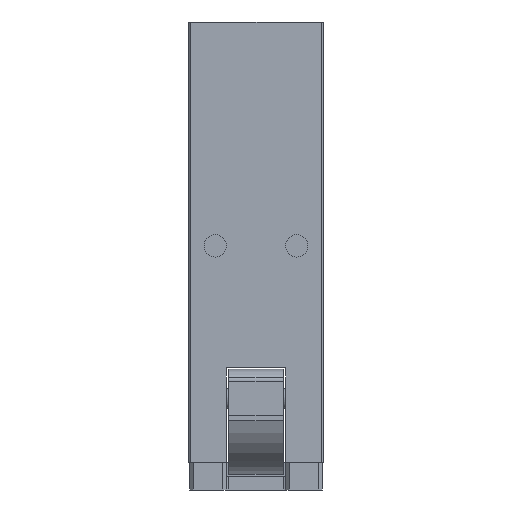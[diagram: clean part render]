
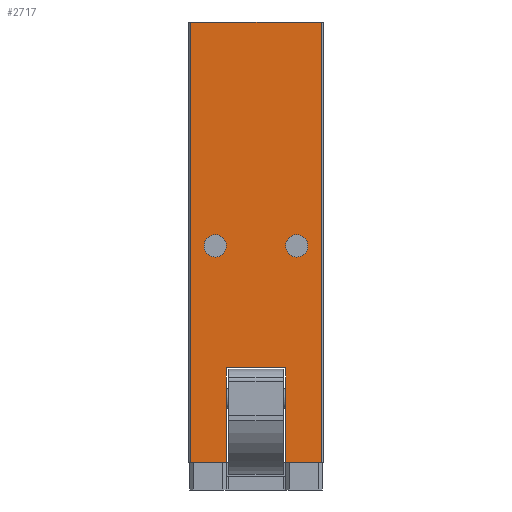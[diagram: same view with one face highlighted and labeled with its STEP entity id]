
A CAD part, front view. The second image highlights one B-rep face of the part: STEP entity #2717.
In plain terms, the highlighted planar face has unit normal (0, -1, 0).
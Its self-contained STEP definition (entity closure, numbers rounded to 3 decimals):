
#14 = VERTEX_POINT ( 'NONE', #2848 ) ;
#58 = CARTESIAN_POINT ( 'NONE',  ( 6., -19., -0.5 ) ) ;
#225 = CARTESIAN_POINT ( 'NONE',  ( -4.35, -19., -32.5 ) ) ;
#256 = DIRECTION ( 'NONE',  ( 0., 0., -1. ) ) ;
#276 = DIRECTION ( 'NONE',  ( 0., 1., 0. ) ) ;
#291 = CARTESIAN_POINT ( 'NONE',  ( -6., -19., -0.5 ) ) ;
#302 = CIRCLE ( 'NONE', #1701, 1.65 ) ;
#319 = CIRCLE ( 'NONE', #2386, 1.65 ) ;
#369 = CARTESIAN_POINT ( 'NONE',  ( 9.6, -19., -32.5 ) ) ;
#479 = EDGE_CURVE ( 'NONE', #5285, #2884, #4370, .T. ) ;
#514 = DIRECTION ( 'NONE',  ( 0., 0., -1. ) ) ;
#592 = CARTESIAN_POINT ( 'NONE',  ( 6., -19., 1.15 ) ) ;
#625 = LINE ( 'NONE', #4755, #4133 ) ;
#778 = EDGE_LOOP ( 'NONE', ( #1446, #5127, #3385, #2460, #2126, #4198, #3163, #2492 ) ) ;
#814 = LINE ( 'NONE', #4541, #4327 ) ;
#848 = AXIS2_PLACEMENT_3D ( 'NONE', #1897, #1982, #1809 ) ;
#883 = ORIENTED_EDGE ( 'NONE', *, *, #2828, .T. ) ;
#888 = VECTOR ( 'NONE', #5926, 1000. ) ;
#1059 = FACE_BOUND ( 'NONE', #5426, .T. ) ;
#1151 = DIRECTION ( 'NONE',  ( 0., 0., -1. ) ) ;
#1231 = DIRECTION ( 'NONE',  ( 0., 1., 0. ) ) ;
#1311 = CARTESIAN_POINT ( 'NONE',  ( 9.6, -19., -32.5 ) ) ;
#1446 = ORIENTED_EDGE ( 'NONE', *, *, #4398, .T. ) ;
#1536 = EDGE_CURVE ( 'NONE', #4416, #5499, #625, .T. ) ;
#1701 = AXIS2_PLACEMENT_3D ( 'NONE', #58, #3275, #514 ) ;
#1755 = CARTESIAN_POINT ( 'NONE',  ( -9.6, -19., 32.5 ) ) ;
#1809 = DIRECTION ( 'NONE',  ( 0., 0., -1. ) ) ;
#1830 = PLANE ( 'NONE',  #848 ) ;
#1897 = CARTESIAN_POINT ( 'NONE',  ( -10., -19., -32.5 ) ) ;
#1982 = DIRECTION ( 'NONE',  ( 0., -1., 0. ) ) ;
#2007 = VECTOR ( 'NONE', #3032, 1000. ) ;
#2076 = CARTESIAN_POINT ( 'NONE',  ( -6., -19., -0.5 ) ) ;
#2077 = CARTESIAN_POINT ( 'NONE',  ( -10., -19., -18.5 ) ) ;
#2094 = AXIS2_PLACEMENT_3D ( 'NONE', #2076, #5338, #2568 ) ;
#2126 = ORIENTED_EDGE ( 'NONE', *, *, #3749, .T. ) ;
#2276 = CARTESIAN_POINT ( 'NONE',  ( -6., -19., 1.15 ) ) ;
#2386 = AXIS2_PLACEMENT_3D ( 'NONE', #291, #276, #256 ) ;
#2460 = ORIENTED_EDGE ( 'NONE', *, *, #1536, .T. ) ;
#2492 = ORIENTED_EDGE ( 'NONE', *, *, #479, .T. ) ;
#2558 = EDGE_CURVE ( 'NONE', #14, #2723, #4781, .T. ) ;
#2563 = VERTEX_POINT ( 'NONE', #3839 ) ;
#2568 = DIRECTION ( 'NONE',  ( 0., 0., -1. ) ) ;
#2591 = ORIENTED_EDGE ( 'NONE', *, *, #4094, .T. ) ;
#2717 = ADVANCED_FACE ( 'NONE', ( #5000, #1059, #2981 ), #1830, .T. ) ;
#2723 = VERTEX_POINT ( 'NONE', #1755 ) ;
#2828 = EDGE_CURVE ( 'NONE', #5750, #4500, #319, .T. ) ;
#2848 = CARTESIAN_POINT ( 'NONE',  ( 9.6, -19., 32.5 ) ) ;
#2884 = VERTEX_POINT ( 'NONE', #1311 ) ;
#2964 = VERTEX_POINT ( 'NONE', #592 ) ;
#2981 = FACE_OUTER_BOUND ( 'NONE', #778, .T. ) ;
#3032 = DIRECTION ( 'NONE',  ( 1., 0., 0. ) ) ;
#3163 = ORIENTED_EDGE ( 'NONE', *, *, #5394, .T. ) ;
#3166 = VECTOR ( 'NONE', #4553, 1000. ) ;
#3273 = LINE ( 'NONE', #2077, #2007 ) ;
#3275 = DIRECTION ( 'NONE',  ( 0., 1., 0. ) ) ;
#3277 = VECTOR ( 'NONE', #4841, 1000. ) ;
#3329 = LINE ( 'NONE', #369, #888 ) ;
#3354 = AXIS2_PLACEMENT_3D ( 'NONE', #3987, #1231, #4444 ) ;
#3385 = ORIENTED_EDGE ( 'NONE', *, *, #4782, .T. ) ;
#3434 = CARTESIAN_POINT ( 'NONE',  ( -9.6, -19., -32.5 ) ) ;
#3687 = CIRCLE ( 'NONE', #2094, 1.65 ) ;
#3749 = EDGE_CURVE ( 'NONE', #5499, #5350, #4487, .T. ) ;
#3755 = LINE ( 'NONE', #3434, #5947 ) ;
#3839 = CARTESIAN_POINT ( 'NONE',  ( 6., -19., -2.15 ) ) ;
#3939 = CARTESIAN_POINT ( 'NONE',  ( -10., -19., 32.5 ) ) ;
#3942 = EDGE_LOOP ( 'NONE', ( #883, #4086 ) ) ;
#3987 = CARTESIAN_POINT ( 'NONE',  ( 6., -19., -0.5 ) ) ;
#4019 = CARTESIAN_POINT ( 'NONE',  ( 4.35, -19., -32.5 ) ) ;
#4036 = DIRECTION ( 'NONE',  ( -1., 0., 0. ) ) ;
#4086 = ORIENTED_EDGE ( 'NONE', *, *, #5775, .T. ) ;
#4094 = EDGE_CURVE ( 'NONE', #2563, #2964, #302, .T. ) ;
#4133 = VECTOR ( 'NONE', #4749, 1000. ) ;
#4198 = ORIENTED_EDGE ( 'NONE', *, *, #4881, .T. ) ;
#4299 = ORIENTED_EDGE ( 'NONE', *, *, #5860, .T. ) ;
#4327 = VECTOR ( 'NONE', #5017, 1000. ) ;
#4370 = LINE ( 'NONE', #4984, #3166 ) ;
#4374 = CARTESIAN_POINT ( 'NONE',  ( -6., -19., -2.15 ) ) ;
#4398 = EDGE_CURVE ( 'NONE', #2884, #14, #3329, .T. ) ;
#4416 = VERTEX_POINT ( 'NONE', #4530 ) ;
#4444 = DIRECTION ( 'NONE',  ( 0., 0., -1. ) ) ;
#4484 = VECTOR ( 'NONE', #4036, 1000. ) ;
#4487 = LINE ( 'NONE', #225, #3277 ) ;
#4500 = VERTEX_POINT ( 'NONE', #2276 ) ;
#4530 = CARTESIAN_POINT ( 'NONE',  ( -9.6, -19., -32.5 ) ) ;
#4541 = CARTESIAN_POINT ( 'NONE',  ( 4.35, -19., -32.5 ) ) ;
#4553 = DIRECTION ( 'NONE',  ( 1., 0., 0. ) ) ;
#4587 = VERTEX_POINT ( 'NONE', #4653 ) ;
#4653 = CARTESIAN_POINT ( 'NONE',  ( 4.35, -19., -18.5 ) ) ;
#4749 = DIRECTION ( 'NONE',  ( 1., 0., 0. ) ) ;
#4755 = CARTESIAN_POINT ( 'NONE',  ( -10., -19., -32.5 ) ) ;
#4781 = LINE ( 'NONE', #3939, #4484 ) ;
#4782 = EDGE_CURVE ( 'NONE', #2723, #4416, #3755, .T. ) ;
#4841 = DIRECTION ( 'NONE',  ( 0., 0., 1. ) ) ;
#4881 = EDGE_CURVE ( 'NONE', #5350, #4587, #3273, .T. ) ;
#4984 = CARTESIAN_POINT ( 'NONE',  ( -10., -19., -32.5 ) ) ;
#4992 = CARTESIAN_POINT ( 'NONE',  ( -4.35, -19., -18.5 ) ) ;
#5000 = FACE_BOUND ( 'NONE', #3942, .T. ) ;
#5017 = DIRECTION ( 'NONE',  ( 0., 0., -1. ) ) ;
#5096 = CARTESIAN_POINT ( 'NONE',  ( -4.35, -19., -32.5 ) ) ;
#5127 = ORIENTED_EDGE ( 'NONE', *, *, #2558, .T. ) ;
#5285 = VERTEX_POINT ( 'NONE', #4019 ) ;
#5338 = DIRECTION ( 'NONE',  ( 0., 1., 0. ) ) ;
#5350 = VERTEX_POINT ( 'NONE', #4992 ) ;
#5394 = EDGE_CURVE ( 'NONE', #4587, #5285, #814, .T. ) ;
#5426 = EDGE_LOOP ( 'NONE', ( #2591, #4299 ) ) ;
#5499 = VERTEX_POINT ( 'NONE', #5096 ) ;
#5750 = VERTEX_POINT ( 'NONE', #4374 ) ;
#5775 = EDGE_CURVE ( 'NONE', #4500, #5750, #3687, .T. ) ;
#5860 = EDGE_CURVE ( 'NONE', #2964, #2563, #5867, .T. ) ;
#5867 = CIRCLE ( 'NONE', #3354, 1.65 ) ;
#5926 = DIRECTION ( 'NONE',  ( 0., 0., 1. ) ) ;
#5947 = VECTOR ( 'NONE', #1151, 1000. ) ;
